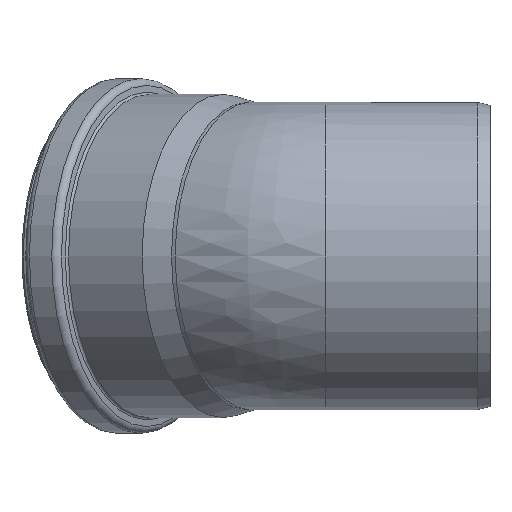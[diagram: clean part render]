
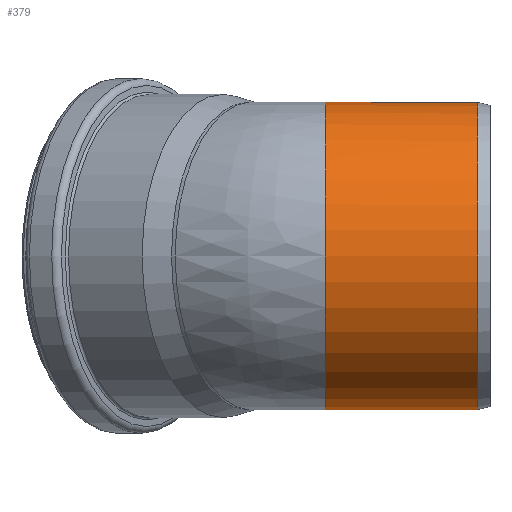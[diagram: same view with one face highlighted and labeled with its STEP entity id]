
A CAD part, left-side view. The second image highlights one B-rep face of the part: STEP entity #379.
In plain terms, the highlighted cylindrical face has radius 62.6 mm (diameter 125.2 mm), a full revolution.
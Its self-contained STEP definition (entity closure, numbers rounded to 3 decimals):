
#29=CYLINDRICAL_SURFACE('',#420,62.6);
#42=ELLIPSE('',#416,64.949,62.6);
#49=FACE_BOUND('',#120,.T.);
#83=FACE_OUTER_BOUND('',#119,.T.);
#119=EDGE_LOOP('',(#301));
#120=EDGE_LOOP('',(#302,#303));
#183=CIRCLE('',#415,62.6);
#184=CIRCLE('',#418,62.6);
#217=VERTEX_POINT('',#626);
#218=VERTEX_POINT('',#648);
#220=VERTEX_POINT('',#657);
#253=EDGE_CURVE('',#217,#217,#183,.T.);
#255=EDGE_CURVE('',#218,#220,#42,.T.);
#258=EDGE_CURVE('',#220,#218,#184,.T.);
#301=ORIENTED_EDGE('',*,*,#253,.T.);
#302=ORIENTED_EDGE('',*,*,#255,.F.);
#303=ORIENTED_EDGE('',*,*,#258,.F.);
#379=ADVANCED_FACE('',(#83,#49),#29,.T.);
#415=AXIS2_PLACEMENT_3D('',#627,#488,#489);
#416=AXIS2_PLACEMENT_3D('',#658,#490,#491);
#418=AXIS2_PLACEMENT_3D('',#695,#494,#495);
#420=AXIS2_PLACEMENT_3D('',#697,#498,#499);
#488=DIRECTION('center_axis',(0.,1.,0.));
#489=DIRECTION('ref_axis',(1.,0.,0.));
#490=DIRECTION('center_axis',(0.267,0.964,0.));
#491=DIRECTION('ref_axis',(0.964,-0.267,0.));
#494=DIRECTION('center_axis',(0.,1.,0.));
#495=DIRECTION('ref_axis',(1.,0.,0.));
#498=DIRECTION('center_axis',(0.,1.,0.));
#499=DIRECTION('ref_axis',(1.,0.,0.));
#626=CARTESIAN_POINT('',(-62.6,5.,0.));
#627=CARTESIAN_POINT('Origin',(0.,5.,0.));
#648=CARTESIAN_POINT('',(57.658,67.057,24.379));
#657=CARTESIAN_POINT('',(57.658,67.057,-24.379));
#658=CARTESIAN_POINT('Origin',(0.,83.,0.));
#695=CARTESIAN_POINT('Origin',(0.,67.057,0.));
#697=CARTESIAN_POINT('Origin',(0.,0.,0.));
